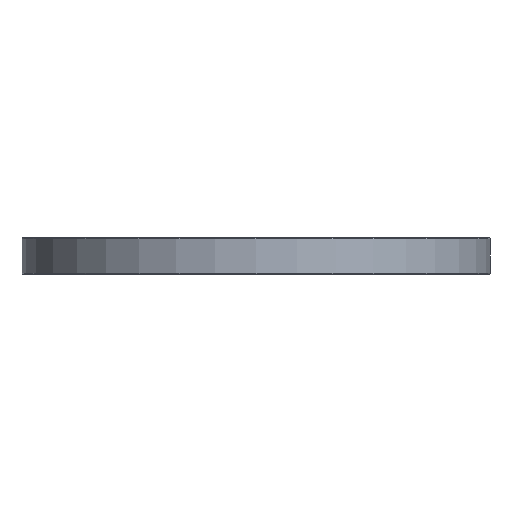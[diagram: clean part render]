
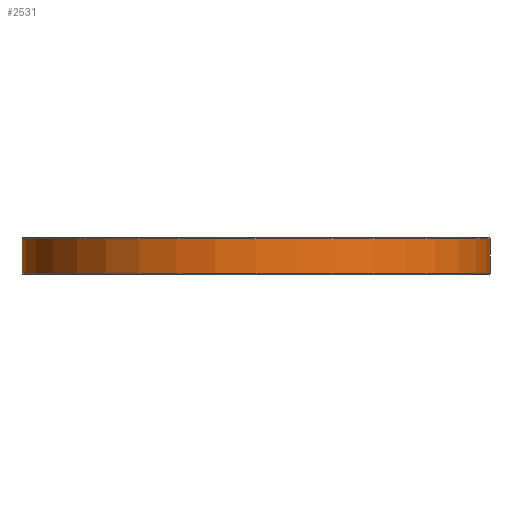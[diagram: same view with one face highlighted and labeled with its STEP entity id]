
A CAD part, front view. The second image highlights one B-rep face of the part: STEP entity #2531.
In plain terms, the highlighted cylindrical face has radius 206 mm (diameter 412 mm), a partial arc.
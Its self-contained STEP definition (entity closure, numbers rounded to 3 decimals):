
#37 = CARTESIAN_POINT ( 'NONE',  ( -206., 0., 31. ) ) ;
#54 = ORIENTED_EDGE ( 'NONE', *, *, #611, .T. ) ;
#263 = VERTEX_POINT ( 'NONE', #1541 ) ;
#339 = CARTESIAN_POINT ( 'NONE',  ( 0., 0., 32. ) ) ;
#354 = CARTESIAN_POINT ( 'NONE',  ( -206., 0., 1. ) ) ;
#388 = VECTOR ( 'NONE', #1162, 1000. ) ;
#445 = VERTEX_POINT ( 'NONE', #37 ) ;
#528 = LINE ( 'NONE', #922, #388 ) ;
#611 = EDGE_CURVE ( 'NONE', #263, #445, #797, .T. ) ;
#797 = CIRCLE ( 'NONE', #1712, 206. ) ;
#858 = DIRECTION ( 'NONE',  ( 1., 0., 0. ) ) ;
#918 = ORIENTED_EDGE ( 'NONE', *, *, #2319, .T. ) ;
#922 = CARTESIAN_POINT ( 'NONE',  ( 206., 0., 32. ) ) ;
#935 = CARTESIAN_POINT ( 'NONE',  ( 206., 0., 1. ) ) ;
#963 = VERTEX_POINT ( 'NONE', #354 ) ;
#1142 = DIRECTION ( 'NONE',  ( -1., 0., 0. ) ) ;
#1151 = CARTESIAN_POINT ( 'NONE',  ( 0., 0., 1. ) ) ;
#1162 = DIRECTION ( 'NONE',  ( 0., 0., -1. ) ) ;
#1169 = CYLINDRICAL_SURFACE ( 'NONE', #1538, 206. ) ;
#1266 = DIRECTION ( 'NONE',  ( 0., 0., -1. ) ) ;
#1289 = ORIENTED_EDGE ( 'NONE', *, *, #2280, .F. ) ;
#1408 = VERTEX_POINT ( 'NONE', #935 ) ;
#1449 = CIRCLE ( 'NONE', #2495, 206. ) ;
#1520 = LINE ( 'NONE', #2115, #1978 ) ;
#1524 = FACE_OUTER_BOUND ( 'NONE', #1612, .T. ) ;
#1525 = EDGE_CURVE ( 'NONE', #963, #1408, #1449, .T. ) ;
#1538 = AXIS2_PLACEMENT_3D ( 'NONE', #339, #1976, #1142 ) ;
#1541 = CARTESIAN_POINT ( 'NONE',  ( 206., 0., 31. ) ) ;
#1612 = EDGE_LOOP ( 'NONE', ( #1289, #54, #918, #1651 ) ) ;
#1651 = ORIENTED_EDGE ( 'NONE', *, *, #1525, .T. ) ;
#1712 = AXIS2_PLACEMENT_3D ( 'NONE', #2425, #1266, #858 ) ;
#1976 = DIRECTION ( 'NONE',  ( 0., 0., -1. ) ) ;
#1978 = VECTOR ( 'NONE', #2309, 1000. ) ;
#2115 = CARTESIAN_POINT ( 'NONE',  ( -206., 0., 32. ) ) ;
#2178 = DIRECTION ( 'NONE',  ( 1., 0., 0. ) ) ;
#2280 = EDGE_CURVE ( 'NONE', #263, #1408, #528, .T. ) ;
#2309 = DIRECTION ( 'NONE',  ( 0., 0., -1. ) ) ;
#2319 = EDGE_CURVE ( 'NONE', #445, #963, #1520, .T. ) ;
#2389 = DIRECTION ( 'NONE',  ( 0., 0., 1. ) ) ;
#2425 = CARTESIAN_POINT ( 'NONE',  ( 0., 0., 31. ) ) ;
#2495 = AXIS2_PLACEMENT_3D ( 'NONE', #1151, #2389, #2178 ) ;
#2531 = ADVANCED_FACE ( 'NONE', ( #1524 ), #1169, .T. ) ;
